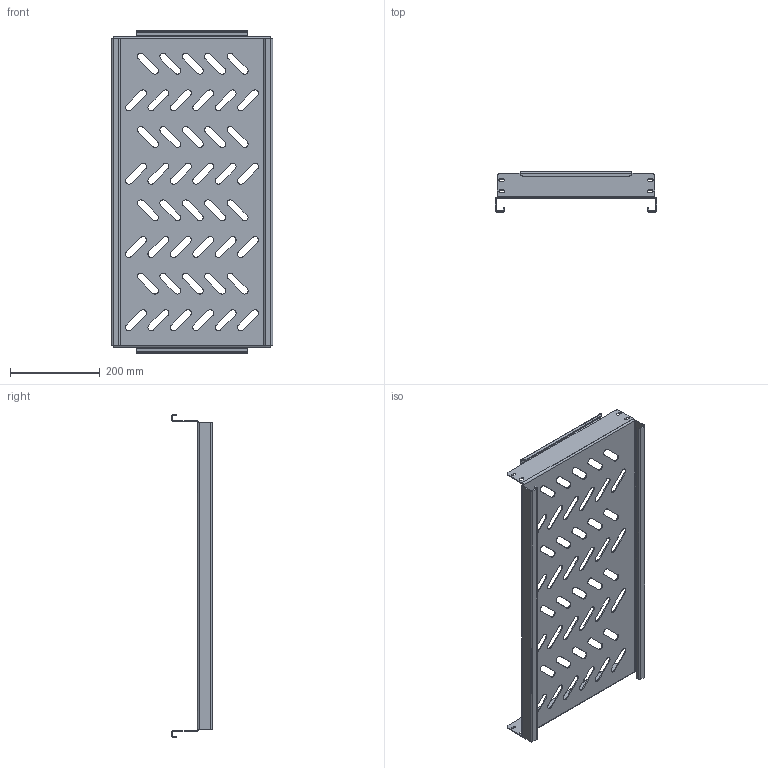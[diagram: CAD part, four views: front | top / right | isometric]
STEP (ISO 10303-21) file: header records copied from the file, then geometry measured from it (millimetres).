
FILE_DESCRIPTION (( 'STEP AP214' ), '1' );
FILE_NAME ('945.384.STEP', '2024-09-25T11:09:11', ( '' ), ( '' ), 'SwSTEP 2.0', 'SolidWorks 2021', '' );
FILE_SCHEMA (( 'AUTOMOTIVE_DESIGN' ));
Length unit declared in the file: millimetre
Products named in the file (1): 945.384
Bounding box: 360 x 90 x 720 mm (x, y, z)
Volume: 664259 mm3; surface area: 682028.7 mm2
Topology: 1 solids, 1 shells, 382 faces, 1052 edges, 672 vertices
Faces by surface type: cylinder 192, plane 182, bspline 8
Entity records: 12794 total; most frequent: CARTESIAN_POINT 2607, DIRECTION 2146, ORIENTED_EDGE 2104, EDGE_CURVE 1052, AXIS2_PLACEMENT_3D 759, VERTEX_POINT 672, VECTOR 628, LINE 628
